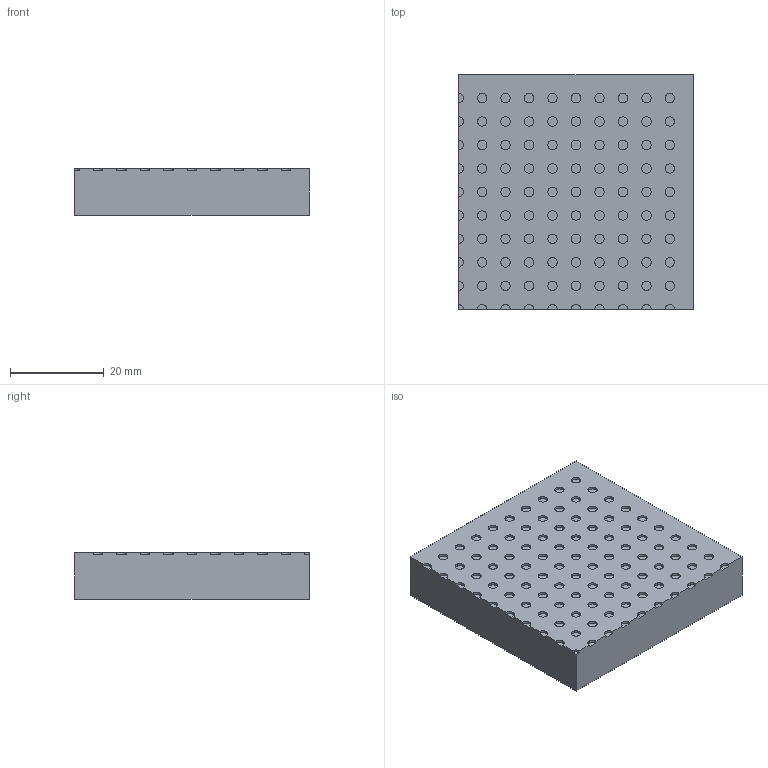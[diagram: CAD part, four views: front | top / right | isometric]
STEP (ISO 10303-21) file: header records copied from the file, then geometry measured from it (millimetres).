
FILE_DESCRIPTION(('Open CASCADE Model'),'2;1');
FILE_NAME('Open CASCADE Shape Model','2025-05-02T16:51:16',('Author'),( 'Open CASCADE'),'Open CASCADE STEP processor 7.7','Open CASCADE 7.7' ,'Unknown');
FILE_SCHEMA(('AUTOMOTIVE_DESIGN { 1 0 10303 214 1 1 1 1 }'));
Length unit declared in the file: millimetre
Products named in the file (1): Open CASCADE STEP translator 7.7 2
Bounding box: 50 x 50 x 10 mm (x, y, z)
Volume: 24858.2 mm3; surface area: 7264.5 mm2
Topology: 1 solids, 1 shells, 206 faces, 369 edges, 246 vertices
Faces by surface type: plane 106, cylinder 100
Full cylindrical faces by diameter (mm): 2 x81
Entity records: 10102 total; most frequent: CARTESIAN_POINT 2258, DIRECTION 1523, ORIENTED_EDGE 738, PCURVE 738, DEFINITIONAL_REPRESENTATION 738, LINE 609, VECTOR 609, AXIS2_PLACEMENT_3D 407
